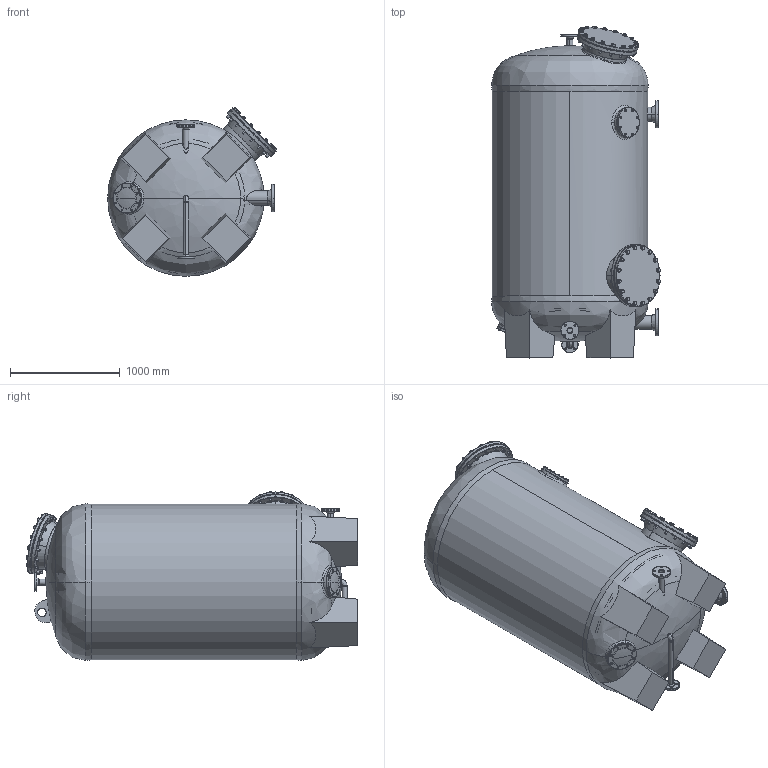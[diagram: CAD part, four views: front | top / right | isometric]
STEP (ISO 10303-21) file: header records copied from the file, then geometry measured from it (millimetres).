
FILE_DESCRIPTION (( 'STEP AP214' ), '1' );
FILE_NAME ('Atlantic 140C.STEP', '2020-11-02T13:30:09', ( '' ), ( '' ), 'SwSTEP 2.0', 'SolidWorks 2019', '' );
FILE_SCHEMA (( 'AUTOMOTIVE_DESIGN' ));
Length unit declared in the file: millimetre
Products named in the file (22): hex_screw_m8_40; washer_fi8; vessel_140c; glass_cover_dn200; elbow_dn40; cover_dn400A; gasket_block_dn200; gasket_dn400; cover_block_dn200; Atlantic 140C; air_flange_dn50; inlet_flange_dn125; vent_flange_dn50; outlet_flange_dn125; drain_flange_dn40; gasket_dn200; washer_fi20; hex_screw_m20_100; cover_dn400
Assembly tree (115 placements, depth 3):
  Atlantic 140C
    vessel_140c
    inlet_flange_dn125
    vent_flange_dn50
    outlet_flange_dn125
    air_flange_dn50
    elbow_dn40
    drain_flange_dn40
    cover_dn400A
      cover_dn400
      gasket_dn400
      hex_screw_m20_100  x16
      washer_fi20  x16
    glass_cover_dn200
      glass_cover_dn200
      gasket_dn200
      hex_screw_m8_40  x8
      washer_fi8  x8
    cover_dn400A
      cover_dn400
      gasket_dn400
      hex_screw_m20_100  x16
      washer_fi20  x16
    cover_block_dn200
      cover_block_dn200
      gasket_block_dn200
      hex_screw_m8_40  x8
      washer_fi8  x8
Bounding box: 1539.23 x 3030.28 x 1539.23 mm (x, y, z)
Volume: 294845125.5 mm3; surface area: 31472701.9 mm2
Topology: 111 solids, 111 shells, 1887 faces, 4543 edges, 2906 vertices
Faces by surface type: cylinder 638, plane 593, cone 488, bspline 168
Entity records: 64890 total; most frequent: CARTESIAN_POINT 40412, ORIENTED_EDGE 3768, DIRECTION 3177, EDGE_CURVE 1884, AXIS2_PLACEMENT_3D 1365, VERTEX_POINT 1300, EDGE_LOOP 888, CIRCLE 762
